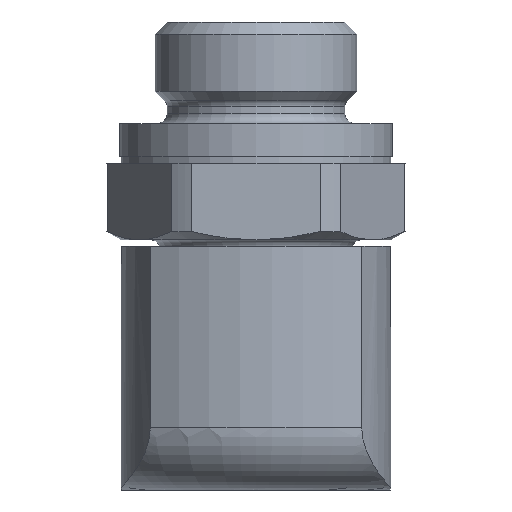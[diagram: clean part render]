
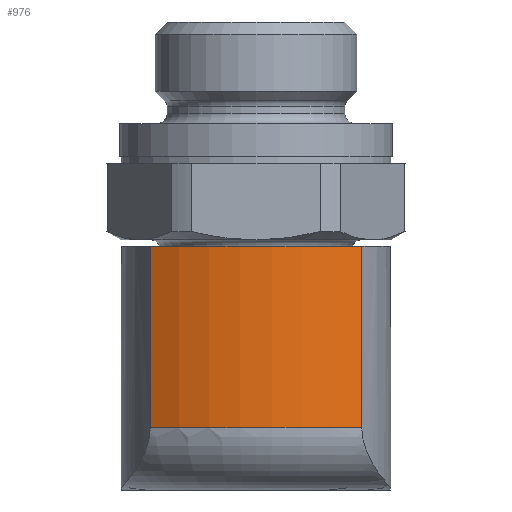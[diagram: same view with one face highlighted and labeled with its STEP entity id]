
A CAD part, left-side view. The second image highlights one B-rep face of the part: STEP entity #976.
In plain terms, the highlighted cylindrical face has radius 10 mm (diameter 20 mm), a partial arc.
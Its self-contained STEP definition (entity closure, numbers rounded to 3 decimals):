
#76=LINE('',#1640,#119);
#79=LINE('',#1664,#122);
#119=VECTOR('',#1261,1000.);
#122=VECTOR('',#1274,1000.);
#302=ORIENTED_EDGE('',*,*,#523,.F.);
#303=ORIENTED_EDGE('',*,*,#491,.F.);
#304=ORIENTED_EDGE('',*,*,#502,.F.);
#305=ORIENTED_EDGE('',*,*,#483,.T.);
#483=EDGE_CURVE('',#596,#594,#76,.T.);
#491=EDGE_CURVE('',#603,#600,#79,.T.);
#502=EDGE_CURVE('',#596,#603,#681,.T.);
#523=EDGE_CURVE('',#600,#594,#696,.T.);
#594=VERTEX_POINT('',#1638);
#596=VERTEX_POINT('',#1641);
#600=VERTEX_POINT('',#1657);
#603=VERTEX_POINT('',#1663);
#681=CIRCLE('',#1075,10.);
#696=CIRCLE('',#1105,10.);
#765=EDGE_LOOP('',(#302,#303,#304,#305));
#866=FACE_BOUND('',#765,.T.);
#932=CYLINDRICAL_SURFACE('',#1104,10.);
#976=ADVANCED_FACE('',(#866),#932,.T.);
#1075=AXIS2_PLACEMENT_3D('',#1684,#1294,#1295);
#1104=AXIS2_PLACEMENT_3D('',#1738,#1356,#1357);
#1105=AXIS2_PLACEMENT_3D('',#1739,#1358,#1359);
#1261=DIRECTION('',(0.,0.,-1.));
#1274=DIRECTION('',(0.,0.,-1.));
#1294=DIRECTION('',(0.,0.,1.));
#1295=DIRECTION('',(1.,0.,0.));
#1356=DIRECTION('',(0.,0.,-1.));
#1357=DIRECTION('',(-1.,0.,0.));
#1358=DIRECTION('',(0.,0.,-1.));
#1359=DIRECTION('',(-1.,0.,0.));
#1638=CARTESIAN_POINT('',(-5.101,5.101,-0.5));
#1640=CARTESIAN_POINT('',(-5.101,5.101,8.25));
#1641=CARTESIAN_POINT('',(-5.101,5.101,8.25));
#1657=CARTESIAN_POINT('',(-5.101,-5.101,-0.5));
#1663=CARTESIAN_POINT('',(-5.101,-5.101,8.25));
#1664=CARTESIAN_POINT('',(-5.101,-5.101,8.25));
#1684=CARTESIAN_POINT('',(3.5,0.,8.25));
#1738=CARTESIAN_POINT('',(3.5,0.,8.25));
#1739=CARTESIAN_POINT('',(3.5,0.,-0.5));
